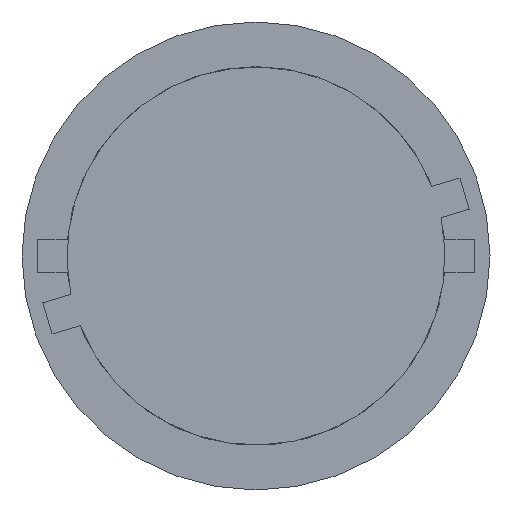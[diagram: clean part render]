
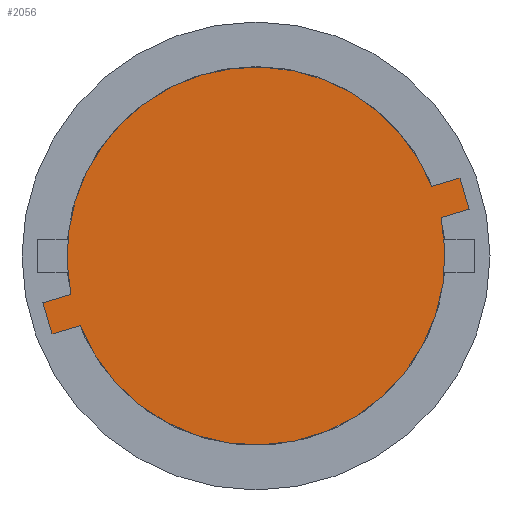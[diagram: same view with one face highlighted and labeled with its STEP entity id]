
A CAD part, front view. The second image highlights one B-rep face of the part: STEP entity #2056.
In plain terms, the highlighted planar face has unit normal (0, -1, 0).
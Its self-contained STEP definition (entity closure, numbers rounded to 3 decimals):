
#8 = CARTESIAN_POINT ( 'NONE',  ( 60.5, 0., 4.5 ) ) ;
#23 = AXIS2_PLACEMENT_3D ( 'NONE', #2199, #676, #1393 ) ;
#28 = AXIS2_PLACEMENT_3D ( 'NONE', #1120, #1137, #1139 ) ;
#29 = DIRECTION ( 'NONE',  ( -1., 0., 0. ) ) ;
#46 = DIRECTION ( 'NONE',  ( 1., 0., 0. ) ) ;
#69 = VECTOR ( 'NONE', #2003, 1000. ) ;
#178 = ORIENTED_EDGE ( 'NONE', *, *, #385, .F. ) ;
#215 = ORIENTED_EDGE ( 'NONE', *, *, #513, .F. ) ;
#360 = EDGE_CURVE ( 'NONE', #1971, #1534, #2151, .T. ) ;
#385 = EDGE_CURVE ( 'NONE', #1628, #1474, #1755, .T. ) ;
#418 = VECTOR ( 'NONE', #879, 1000. ) ;
#451 = CARTESIAN_POINT ( 'NONE',  ( 0., 0., 0. ) ) ;
#494 = EDGE_CURVE ( 'NONE', #1126, #1628, #1947, .T. ) ;
#513 = EDGE_CURVE ( 'NONE', #1296, #1126, #948, .T. ) ;
#528 = EDGE_CURVE ( 'NONE', #1534, #1296, #1430, .T. ) ;
#564 = LINE ( 'NONE', #1522, #1428 ) ;
#571 = CARTESIAN_POINT ( 'NONE',  ( 60.5, 0., -4.5 ) ) ;
#572 = ORIENTED_EDGE ( 'NONE', *, *, #528, .F. ) ;
#578 = FACE_OUTER_BOUND ( 'NONE', #1958, .T. ) ;
#584 = CARTESIAN_POINT ( 'NONE',  ( -60.5, 0., 4.5 ) ) ;
#589 = CARTESIAN_POINT ( 'NONE',  ( -52.307, 0., -4.5 ) ) ;
#637 = DIRECTION ( 'NONE',  ( 0., 1., 0. ) ) ;
#676 = DIRECTION ( 'NONE',  ( 0., 1., 0. ) ) ;
#749 = VECTOR ( 'NONE', #46, 1000. ) ;
#848 = ORIENTED_EDGE ( 'NONE', *, *, #494, .F. ) ;
#872 = CARTESIAN_POINT ( 'NONE',  ( -52.307, 0., 4.5 ) ) ;
#879 = DIRECTION ( 'NONE',  ( 1., 0., 0. ) ) ;
#948 = LINE ( 'NONE', #571, #69 ) ;
#968 = AXIS2_PLACEMENT_3D ( 'NONE', #1514, #1511, #1503 ) ;
#1101 = EDGE_CURVE ( 'NONE', #1103, #1260, #2186, .T. ) ;
#1103 = VERTEX_POINT ( 'NONE', #589 ) ;
#1108 = PLANE ( 'NONE',  #28 ) ;
#1120 = CARTESIAN_POINT ( 'NONE',  ( 0., 0., 0. ) ) ;
#1126 = VERTEX_POINT ( 'NONE', #1637 ) ;
#1127 = CARTESIAN_POINT ( 'NONE',  ( 44.5, 0., 4.5 ) ) ;
#1130 = EDGE_CURVE ( 'NONE', #1244, #1971, #1230, .T. ) ;
#1137 = DIRECTION ( 'NONE',  ( 0., 1., 0. ) ) ;
#1139 = DIRECTION ( 'NONE',  ( 0., 0., 1. ) ) ;
#1224 = DIRECTION ( 'NONE',  ( 0., 0., 1. ) ) ;
#1230 = LINE ( 'NONE', #584, #749 ) ;
#1238 = CARTESIAN_POINT ( 'NONE',  ( 52.307, 0., -4.5 ) ) ;
#1244 = VERTEX_POINT ( 'NONE', #2100 ) ;
#1260 = VERTEX_POINT ( 'NONE', #1336 ) ;
#1266 = ORIENTED_EDGE ( 'NONE', *, *, #1101, .F. ) ;
#1296 = VERTEX_POINT ( 'NONE', #8 ) ;
#1336 = CARTESIAN_POINT ( 'NONE',  ( -60.5, 0., -4.5 ) ) ;
#1393 = DIRECTION ( 'NONE',  ( 0., 0., 1. ) ) ;
#1420 = ORIENTED_EDGE ( 'NONE', *, *, #1130, .F. ) ;
#1428 = VECTOR ( 'NONE', #1506, 1000. ) ;
#1430 = LINE ( 'NONE', #1127, #418 ) ;
#1442 = CARTESIAN_POINT ( 'NONE',  ( 0., 0., -52.5 ) ) ;
#1459 = EDGE_CURVE ( 'NONE', #1260, #1244, #564, .T. ) ;
#1465 = DIRECTION ( 'NONE',  ( -1., 0., 0. ) ) ;
#1474 = VERTEX_POINT ( 'NONE', #1442 ) ;
#1503 = DIRECTION ( 'NONE',  ( 0., 0., 1. ) ) ;
#1506 = DIRECTION ( 'NONE',  ( 0., 0., 1. ) ) ;
#1511 = DIRECTION ( 'NONE',  ( 0., 1., 0. ) ) ;
#1514 = CARTESIAN_POINT ( 'NONE',  ( 0., 0., 0. ) ) ;
#1522 = CARTESIAN_POINT ( 'NONE',  ( -60.5, 0., -4.5 ) ) ;
#1534 = VERTEX_POINT ( 'NONE', #2219 ) ;
#1546 = CIRCLE ( 'NONE', #968, 52.5 ) ;
#1600 = ORIENTED_EDGE ( 'NONE', *, *, #360, .F. ) ;
#1619 = ORIENTED_EDGE ( 'NONE', *, *, #1459, .F. ) ;
#1622 = CARTESIAN_POINT ( 'NONE',  ( 44.5, 0., -4.5 ) ) ;
#1628 = VERTEX_POINT ( 'NONE', #1238 ) ;
#1636 = ORIENTED_EDGE ( 'NONE', *, *, #2180, .F. ) ;
#1637 = CARTESIAN_POINT ( 'NONE',  ( 60.5, 0., -4.5 ) ) ;
#1749 = VECTOR ( 'NONE', #1465, 1000. ) ;
#1755 = CIRCLE ( 'NONE', #23, 52.5 ) ;
#1817 = CARTESIAN_POINT ( 'NONE',  ( -60.5, 0., -4.5 ) ) ;
#1892 = VECTOR ( 'NONE', #29, 1000. ) ;
#1947 = LINE ( 'NONE', #1622, #1892 ) ;
#1958 = EDGE_LOOP ( 'NONE', ( #1600, #1420, #1619, #1266, #1636, #178, #848, #215, #572 ) ) ;
#1960 = AXIS2_PLACEMENT_3D ( 'NONE', #451, #637, #1224 ) ;
#1971 = VERTEX_POINT ( 'NONE', #872 ) ;
#2003 = DIRECTION ( 'NONE',  ( 0., 0., -1. ) ) ;
#2056 = ADVANCED_FACE ( 'NONE', ( #578 ), #1108, .F. ) ;
#2100 = CARTESIAN_POINT ( 'NONE',  ( -60.5, 0., 4.5 ) ) ;
#2151 = CIRCLE ( 'NONE', #1960, 52.5 ) ;
#2180 = EDGE_CURVE ( 'NONE', #1474, #1103, #1546, .T. ) ;
#2186 = LINE ( 'NONE', #1817, #1749 ) ;
#2199 = CARTESIAN_POINT ( 'NONE',  ( 0., 0., 0. ) ) ;
#2219 = CARTESIAN_POINT ( 'NONE',  ( 52.307, 0., 4.5 ) ) ;
